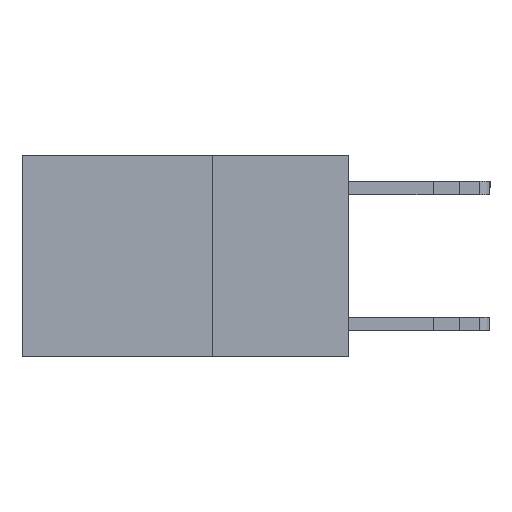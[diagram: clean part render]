
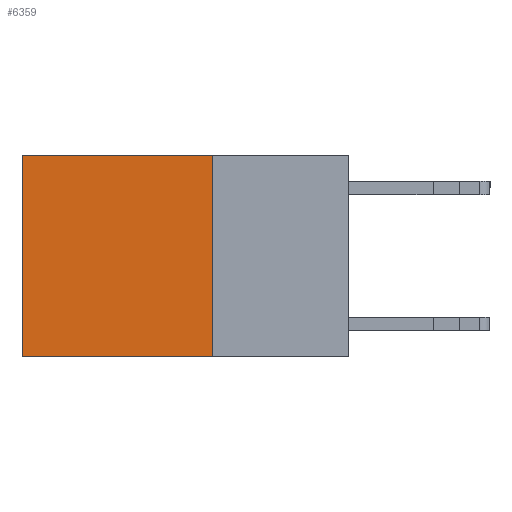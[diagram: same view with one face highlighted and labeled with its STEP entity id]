
A CAD part, left-side view. The second image highlights one B-rep face of the part: STEP entity #6359.
In plain terms, the highlighted planar face has unit normal (-1, 0, 0).
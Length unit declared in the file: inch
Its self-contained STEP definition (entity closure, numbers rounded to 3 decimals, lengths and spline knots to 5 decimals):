
#961 = EDGE_CURVE ( 'NONE', #12280, #14758, #4762, .T. ) ;
#1382 = VERTEX_POINT ( 'NONE', #12079 ) ;
#1773 = ORIENTED_EDGE ( 'NONE', *, *, #6164, .T. ) ;
#2224 = LINE ( 'NONE', #5933, #9002 ) ;
#2460 = DIRECTION ( 'NONE',  ( 0., 1., 0. ) ) ;
#3373 = DIRECTION ( 'NONE',  ( 0., 1., 0. ) ) ;
#3435 = ORIENTED_EDGE ( 'NONE', *, *, #961, .F. ) ;
#4519 = ORIENTED_EDGE ( 'NONE', *, *, #15903, .F. ) ;
#4762 = LINE ( 'NONE', #12341, #14794 ) ;
#4854 = ORIENTED_EDGE ( 'NONE', *, *, #12407, .T. ) ;
#5216 = DIRECTION ( 'NONE',  ( 0., 0., -1. ) ) ;
#5623 = CARTESIAN_POINT ( 'NONE',  ( 0.2625, 0.25, -0.37 ) ) ;
#5795 = CARTESIAN_POINT ( 'NONE',  ( 0.2625, 0.25, 0. ) ) ;
#5933 = CARTESIAN_POINT ( 'NONE',  ( 0.2625, 0.6, 0. ) ) ;
#6164 = EDGE_CURVE ( 'NONE', #11907, #1382, #11923, .T. ) ;
#6359 = ADVANCED_FACE ( 'NONE', ( #12723 ), #6741, .F. ) ;
#6741 = PLANE ( 'NONE',  #13818 ) ;
#7196 = CARTESIAN_POINT ( 'NONE',  ( 0.2625, 0.25, 0. ) ) ;
#8322 = LINE ( 'NONE', #7196, #14037 ) ;
#8654 = VECTOR ( 'NONE', #3373, 39.37008 ) ;
#9002 = VECTOR ( 'NONE', #14502, 39.37008 ) ;
#10371 = DIRECTION ( 'NONE',  ( 1., 0., 0. ) ) ;
#10738 = EDGE_LOOP ( 'NONE', ( #4854, #3435, #4519, #1773 ) ) ;
#10900 = DIRECTION ( 'NONE',  ( 0., 0., -1. ) ) ;
#11907 = VERTEX_POINT ( 'NONE', #14064 ) ;
#11923 = LINE ( 'NONE', #5795, #8654 ) ;
#12079 = CARTESIAN_POINT ( 'NONE',  ( 0.2625, 0.6, 0. ) ) ;
#12280 = VERTEX_POINT ( 'NONE', #5623 ) ;
#12341 = CARTESIAN_POINT ( 'NONE',  ( 0.2625, 0.25, -0.37 ) ) ;
#12407 = EDGE_CURVE ( 'NONE', #1382, #14758, #2224, .T. ) ;
#12646 = CARTESIAN_POINT ( 'NONE',  ( 0.2625, 0.25, 0. ) ) ;
#12723 = FACE_OUTER_BOUND ( 'NONE', #10738, .T. ) ;
#13818 = AXIS2_PLACEMENT_3D ( 'NONE', #12646, #10371, #5216 ) ;
#14037 = VECTOR ( 'NONE', #10900, 39.37008 ) ;
#14064 = CARTESIAN_POINT ( 'NONE',  ( 0.2625, 0.25, 0. ) ) ;
#14502 = DIRECTION ( 'NONE',  ( 0., 0., -1. ) ) ;
#14758 = VERTEX_POINT ( 'NONE', #14783 ) ;
#14783 = CARTESIAN_POINT ( 'NONE',  ( 0.2625, 0.6, -0.37 ) ) ;
#14794 = VECTOR ( 'NONE', #2460, 39.37008 ) ;
#15903 = EDGE_CURVE ( 'NONE', #11907, #12280, #8322, .T. ) ;
